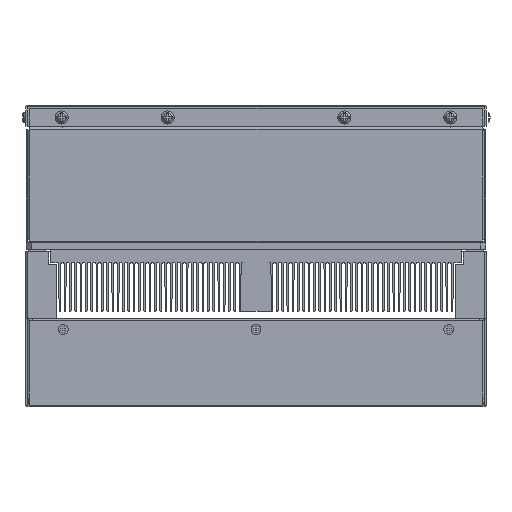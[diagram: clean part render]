
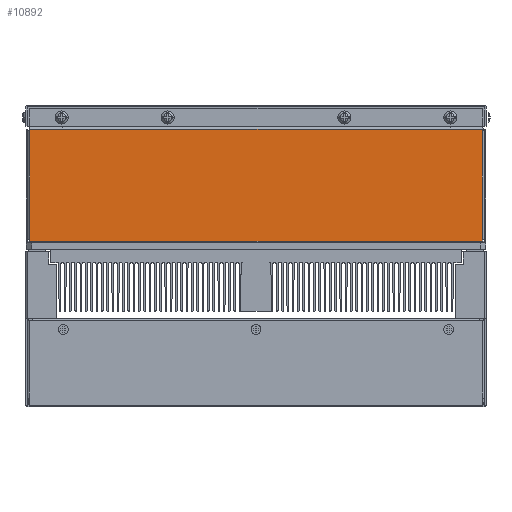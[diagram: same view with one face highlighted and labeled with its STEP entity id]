
A CAD part, front view. The second image highlights one B-rep face of the part: STEP entity #10892.
In plain terms, the highlighted planar face has unit normal (0, -1, 0).
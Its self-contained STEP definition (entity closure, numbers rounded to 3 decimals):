
#397 = CARTESIAN_POINT ( 'NONE',  ( 21.676, -15.91, 1.539 ) ) ;
#1977 = CARTESIAN_POINT ( 'NONE',  ( 8.868, -15.91, 4.609 ) ) ;
#2049 = CARTESIAN_POINT ( 'NONE',  ( 8.868, -15.91, 4.609 ) ) ;
#4164 = EDGE_CURVE ( 'NONE', #35730, #37204, #35852, .T. ) ;
#4515 = CARTESIAN_POINT ( 'NONE',  ( 21.676, -15.91, 1.439 ) ) ;
#7259 = VECTOR ( 'NONE', #81071, 39.37 ) ;
#10892 = ADVANCED_FACE ( 'NONE', ( #89773 ), #65976, .T. ) ;
#12530 = DIRECTION ( 'NONE',  ( 0., 0., -1. ) ) ;
#12795 = EDGE_CURVE ( 'NONE', #45914, #36761, #23962, .T. ) ;
#15323 = VERTEX_POINT ( 'NONE', #60720 ) ;
#16801 = EDGE_CURVE ( 'NONE', #15323, #35730, #49536, .T. ) ;
#17179 = CARTESIAN_POINT ( 'NONE',  ( 21.772, -15.91, 4.609 ) ) ;
#17875 = CARTESIAN_POINT ( 'NONE',  ( 8.868, -15.91, 1.439 ) ) ;
#20163 = VECTOR ( 'NONE', #83674, 39.37 ) ;
#20459 = CARTESIAN_POINT ( 'NONE',  ( 21.676, -15.91, 3.024 ) ) ;
#22992 = VERTEX_POINT ( 'NONE', #46838 ) ;
#23962 = LINE ( 'NONE', #17179, #45068 ) ;
#24395 = CARTESIAN_POINT ( 'NONE',  ( 21.772, -15.91, 4.659 ) ) ;
#24777 = EDGE_CURVE ( 'NONE', #84303, #37204, #94708, .T. ) ;
#25612 = CARTESIAN_POINT ( 'NONE',  ( 21.772, -15.91, 4.609 ) ) ;
#25945 = DIRECTION ( 'NONE',  ( -1., 0., 0. ) ) ;
#26031 = VECTOR ( 'NONE', #80657, 39.37 ) ;
#26585 = DIRECTION ( 'NONE',  ( 0., 0., -1. ) ) ;
#27665 = CARTESIAN_POINT ( 'NONE',  ( 21.772, -15.91, 1.539 ) ) ;
#28428 = CARTESIAN_POINT ( 'NONE',  ( 21.676, -15.91, 5.234 ) ) ;
#28602 = ORIENTED_EDGE ( 'NONE', *, *, #16801, .T. ) ;
#29425 = VECTOR ( 'NONE', #12530, 39.37 ) ;
#29684 = CARTESIAN_POINT ( 'NONE',  ( 21.676, -15.91, 4.659 ) ) ;
#33367 = VECTOR ( 'NONE', #25945, 39.37 ) ;
#34222 = CARTESIAN_POINT ( 'NONE',  ( 21.772, -15.91, 1.439 ) ) ;
#34250 = VECTOR ( 'NONE', #44238, 39.37 ) ;
#35505 = VERTEX_POINT ( 'NONE', #29684 ) ;
#35730 = VERTEX_POINT ( 'NONE', #2049 ) ;
#35852 = LINE ( 'NONE', #25612, #33367 ) ;
#36761 = VERTEX_POINT ( 'NONE', #39063 ) ;
#37204 = VERTEX_POINT ( 'NONE', #1977 ) ;
#39063 = CARTESIAN_POINT ( 'NONE',  ( 21.676, -15.91, 4.609 ) ) ;
#39211 = EDGE_CURVE ( 'NONE', #45914, #85993, #92405, .T. ) ;
#40374 = DIRECTION ( 'NONE',  ( -1., 0., 0. ) ) ;
#41588 = ORIENTED_EDGE ( 'NONE', *, *, #24777, .F. ) ;
#42338 = ORIENTED_EDGE ( 'NONE', *, *, #43692, .T. ) ;
#43150 = VERTEX_POINT ( 'NONE', #85260 ) ;
#43692 = EDGE_CURVE ( 'NONE', #36761, #35505, #59760, .T. ) ;
#43918 = DIRECTION ( 'NONE',  ( 0., 0., 1. ) ) ;
#44100 = ORIENTED_EDGE ( 'NONE', *, *, #44144, .T. ) ;
#44144 = EDGE_CURVE ( 'NONE', #22992, #85993, #90526, .T. ) ;
#44238 = DIRECTION ( 'NONE',  ( 0., 0., 1. ) ) ;
#44404 = VECTOR ( 'NONE', #83178, 39.37 ) ;
#45068 = VECTOR ( 'NONE', #64572, 39.37 ) ;
#45723 = VERTEX_POINT ( 'NONE', #84581 ) ;
#45914 = VERTEX_POINT ( 'NONE', #87912 ) ;
#46838 = CARTESIAN_POINT ( 'NONE',  ( 21.676, -15.91, 1.487 ) ) ;
#49338 = LINE ( 'NONE', #17875, #7259 ) ;
#49536 = LINE ( 'NONE', #72389, #26031 ) ;
#52034 = EDGE_CURVE ( 'NONE', #84303, #45723, #87329, .T. ) ;
#55414 = ORIENTED_EDGE ( 'NONE', *, *, #59365, .T. ) ;
#55661 = ORIENTED_EDGE ( 'NONE', *, *, #39211, .F. ) ;
#57670 = CARTESIAN_POINT ( 'NONE',  ( 18.522, -15.91, 1.487 ) ) ;
#59347 = AXIS2_PLACEMENT_3D ( 'NONE', #34222, #73909, #26585 ) ;
#59365 = EDGE_CURVE ( 'NONE', #35505, #15323, #69537, .T. ) ;
#59760 = LINE ( 'NONE', #28428, #20163 ) ;
#60720 = CARTESIAN_POINT ( 'NONE',  ( 8.868, -15.91, 4.659 ) ) ;
#64572 = DIRECTION ( 'NONE',  ( -1., 0., 0. ) ) ;
#65373 = LINE ( 'NONE', #57670, #44404 ) ;
#65976 = PLANE ( 'NONE',  #59347 ) ;
#66372 = VECTOR ( 'NONE', #68033, 39.37 ) ;
#68033 = DIRECTION ( 'NONE',  ( 1., 0., 0. ) ) ;
#69512 = VECTOR ( 'NONE', #43918, 39.37 ) ;
#69537 = LINE ( 'NONE', #24395, #83130 ) ;
#72389 = CARTESIAN_POINT ( 'NONE',  ( 8.868, -15.91, 5.234 ) ) ;
#73909 = DIRECTION ( 'NONE',  ( 0., -1., 0. ) ) ;
#75279 = CARTESIAN_POINT ( 'NONE',  ( 8.868, -15.91, 1.489 ) ) ;
#80657 = DIRECTION ( 'NONE',  ( 0., 0., -1. ) ) ;
#80702 = ORIENTED_EDGE ( 'NONE', *, *, #4164, .T. ) ;
#81071 = DIRECTION ( 'NONE',  ( 0., 0., -1. ) ) ;
#82216 = ORIENTED_EDGE ( 'NONE', *, *, #12795, .T. ) ;
#83130 = VECTOR ( 'NONE', #40374, 39.37 ) ;
#83178 = DIRECTION ( 'NONE',  ( -1., 0., 0. ) ) ;
#83674 = DIRECTION ( 'NONE',  ( 0., 0., 1. ) ) ;
#84303 = VERTEX_POINT ( 'NONE', #86294 ) ;
#84581 = CARTESIAN_POINT ( 'NONE',  ( 8.868, -15.91, 1.539 ) ) ;
#85090 = EDGE_LOOP ( 'NONE', ( #93990, #91642, #97015, #44100, #55661, #82216, #42338, #55414, #28602, #80702, #41588 ) ) ;
#85260 = CARTESIAN_POINT ( 'NONE',  ( 8.868, -15.91, 1.487 ) ) ;
#85993 = VERTEX_POINT ( 'NONE', #397 ) ;
#86294 = CARTESIAN_POINT ( 'NONE',  ( 8.868, -15.91, 1.539 ) ) ;
#87329 = LINE ( 'NONE', #27665, #66372 ) ;
#87912 = CARTESIAN_POINT ( 'NONE',  ( 21.676, -15.91, 4.609 ) ) ;
#89773 = FACE_OUTER_BOUND ( 'NONE', #85090, .T. ) ;
#90526 = LINE ( 'NONE', #4515, #69512 ) ;
#91642 = ORIENTED_EDGE ( 'NONE', *, *, #101185, .T. ) ;
#92405 = LINE ( 'NONE', #20459, #29425 ) ;
#93990 = ORIENTED_EDGE ( 'NONE', *, *, #52034, .T. ) ;
#94708 = LINE ( 'NONE', #75279, #34250 ) ;
#97015 = ORIENTED_EDGE ( 'NONE', *, *, #101232, .F. ) ;
#101185 = EDGE_CURVE ( 'NONE', #45723, #43150, #49338, .T. ) ;
#101232 = EDGE_CURVE ( 'NONE', #22992, #43150, #65373, .T. ) ;
